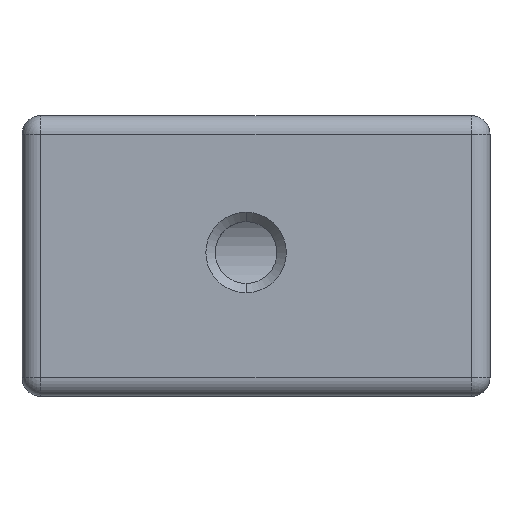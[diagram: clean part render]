
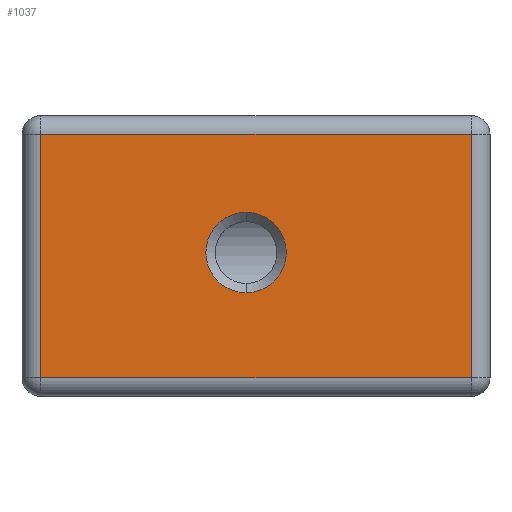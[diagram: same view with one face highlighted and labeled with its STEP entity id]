
A CAD part, left-side view. The second image highlights one B-rep face of the part: STEP entity #1037.
In plain terms, the highlighted planar face has unit normal (-1, 0, 0).
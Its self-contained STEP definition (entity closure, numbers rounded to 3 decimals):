
#15 = FACE_OUTER_BOUND ( 'NONE', #668, .T. ) ;
#19 = DIRECTION ( 'NONE',  ( 0., 0., -1. ) ) ;
#27 = EDGE_CURVE ( 'NONE', #725, #171, #567, .T. ) ;
#42 = CARTESIAN_POINT ( 'NONE',  ( -25., -12.5, 14. ) ) ;
#74 = EDGE_CURVE ( 'NONE', #171, #264, #823, .T. ) ;
#84 = VECTOR ( 'NONE', #194, 1000. ) ;
#109 = FACE_BOUND ( 'NONE', #337, .T. ) ;
#115 = CARTESIAN_POINT ( 'NONE',  ( -25., -11.5, 15. ) ) ;
#130 = EDGE_CURVE ( 'NONE', #242, #812, #677, .T. ) ;
#158 = CARTESIAN_POINT ( 'NONE',  ( -25., 0.531, 7.683 ) ) ;
#171 = VERTEX_POINT ( 'NONE', #1038 ) ;
#192 = DIRECTION ( 'NONE',  ( 0., 0., -1. ) ) ;
#194 = DIRECTION ( 'NONE',  ( 0., -1., 0. ) ) ;
#211 = AXIS2_PLACEMENT_3D ( 'NONE', #290, #357, #192 ) ;
#242 = VERTEX_POINT ( 'NONE', #451 ) ;
#256 = VECTOR ( 'NONE', #391, 1000. ) ;
#264 = VERTEX_POINT ( 'NONE', #624 ) ;
#290 = CARTESIAN_POINT ( 'NONE',  ( -25., -12.5, 15. ) ) ;
#315 = EDGE_CURVE ( 'NONE', #1079, #725, #710, .T. ) ;
#337 = EDGE_LOOP ( 'NONE', ( #817, #461 ) ) ;
#357 = DIRECTION ( 'NONE',  ( 1., 0., 0. ) ) ;
#379 = CARTESIAN_POINT ( 'NONE',  ( -25., 11.5, 1. ) ) ;
#385 = LINE ( 'NONE', #805, #622 ) ;
#391 = DIRECTION ( 'NONE',  ( 0., 1., 0. ) ) ;
#450 = DIRECTION ( 'NONE',  ( 0., 0., -1. ) ) ;
#451 = CARTESIAN_POINT ( 'NONE',  ( -25., 0.531, 5.533 ) ) ;
#461 = ORIENTED_EDGE ( 'NONE', *, *, #130, .T. ) ;
#467 = AXIS2_PLACEMENT_3D ( 'NONE', #524, #542, #19 ) ;
#472 = ORIENTED_EDGE ( 'NONE', *, *, #27, .T. ) ;
#499 = EDGE_CURVE ( 'NONE', #812, #242, #861, .T. ) ;
#504 = DIRECTION ( 'NONE',  ( 1., 0., 0. ) ) ;
#524 = CARTESIAN_POINT ( 'NONE',  ( -25., 0.531, 7.683 ) ) ;
#535 = CARTESIAN_POINT ( 'NONE',  ( -25., -12.5, 1. ) ) ;
#542 = DIRECTION ( 'NONE',  ( 1., 0., 0. ) ) ;
#558 = ORIENTED_EDGE ( 'NONE', *, *, #315, .T. ) ;
#567 = LINE ( 'NONE', #115, #1068 ) ;
#622 = VECTOR ( 'NONE', #450, 1000. ) ;
#624 = CARTESIAN_POINT ( 'NONE',  ( -25., 11.5, 14. ) ) ;
#668 = EDGE_LOOP ( 'NONE', ( #938, #911, #558, #472 ) ) ;
#677 = CIRCLE ( 'NONE', #811, 2.15 ) ;
#710 = LINE ( 'NONE', #535, #84 ) ;
#723 = DIRECTION ( 'NONE',  ( 0., 0., 1. ) ) ;
#725 = VERTEX_POINT ( 'NONE', #833 ) ;
#805 = CARTESIAN_POINT ( 'NONE',  ( -25., 11.5, 15. ) ) ;
#811 = AXIS2_PLACEMENT_3D ( 'NONE', #158, #504, #1105 ) ;
#812 = VERTEX_POINT ( 'NONE', #1039 ) ;
#817 = ORIENTED_EDGE ( 'NONE', *, *, #499, .T. ) ;
#823 = LINE ( 'NONE', #42, #256 ) ;
#833 = CARTESIAN_POINT ( 'NONE',  ( -25., -11.5, 1. ) ) ;
#861 = CIRCLE ( 'NONE', #467, 2.15 ) ;
#904 = PLANE ( 'NONE',  #211 ) ;
#911 = ORIENTED_EDGE ( 'NONE', *, *, #1054, .T. ) ;
#938 = ORIENTED_EDGE ( 'NONE', *, *, #74, .T. ) ;
#1037 = ADVANCED_FACE ( 'NONE', ( #15, #109 ), #904, .F. ) ;
#1038 = CARTESIAN_POINT ( 'NONE',  ( -25., -11.5, 14. ) ) ;
#1039 = CARTESIAN_POINT ( 'NONE',  ( -25., 0.531, 9.833 ) ) ;
#1054 = EDGE_CURVE ( 'NONE', #264, #1079, #385, .T. ) ;
#1068 = VECTOR ( 'NONE', #723, 1000. ) ;
#1079 = VERTEX_POINT ( 'NONE', #379 ) ;
#1105 = DIRECTION ( 'NONE',  ( 0., 0., -1. ) ) ;
